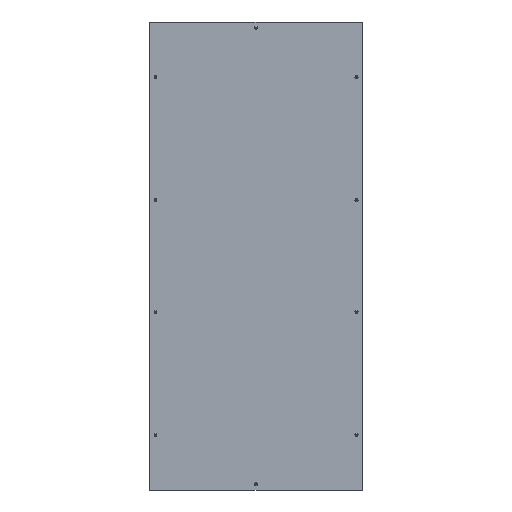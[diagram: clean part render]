
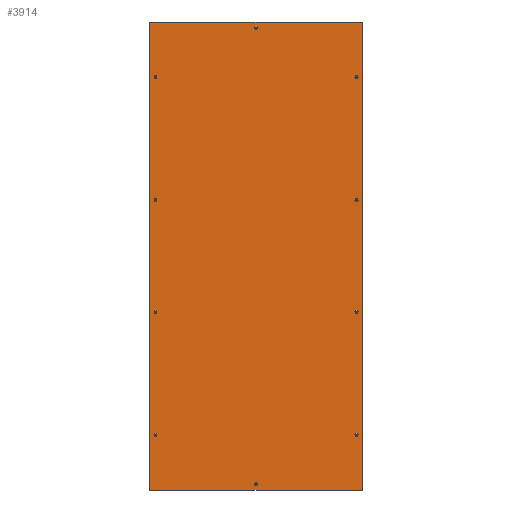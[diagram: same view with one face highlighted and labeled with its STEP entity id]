
A CAD part, left-side view. The second image highlights one B-rep face of the part: STEP entity #3914.
In plain terms, the highlighted planar face has unit normal (-1, 0, 0).
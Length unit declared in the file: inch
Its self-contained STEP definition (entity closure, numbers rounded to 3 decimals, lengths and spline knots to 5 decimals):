
#57 = CARTESIAN_POINT ( 'NONE',  ( -0.05906, 18.18898, 10.23622 ) ) ;
#90 = ORIENTED_EDGE ( 'NONE', *, *, #386, .F. ) ;
#216 = VECTOR ( 'NONE', #6339, 39.37008 ) ;
#301 = ORIENTED_EDGE ( 'NONE', *, *, #978, .F. ) ;
#308 = FACE_BOUND ( 'NONE', #2049, .T. ) ;
#351 = DIRECTION ( 'NONE',  ( 0., 1., 0. ) ) ;
#354 = AXIS2_PLACEMENT_3D ( 'NONE', #879, #1587, #7444 ) ;
#357 = ORIENTED_EDGE ( 'NONE', *, *, #7906, .F. ) ;
#386 = EDGE_CURVE ( 'NONE', #4883, #4883, #6406, .T. ) ;
#464 = DIRECTION ( 'NONE',  ( 0., -1., 0. ) ) ;
#550 = VERTEX_POINT ( 'NONE', #2885 ) ;
#653 = CARTESIAN_POINT ( 'NONE',  ( -0.05906, 0., 41.94882 ) ) ;
#666 = AXIS2_PLACEMENT_3D ( 'NONE', #5713, #6578, #3276 ) ;
#752 = EDGE_CURVE ( 'NONE', #7480, #7480, #1905, .T. ) ;
#879 = CARTESIAN_POINT ( 'NONE',  ( -0.05906, 18.46457, 10.23622 ) ) ;
#978 = EDGE_CURVE ( 'NONE', #4182, #4182, #10577, .T. ) ;
#1029 = ORIENTED_EDGE ( 'NONE', *, *, #9121, .F. ) ;
#1110 = DIRECTION ( 'NONE',  ( 0., 0., 1. ) ) ;
#1128 = EDGE_CURVE ( 'NONE', #3294, #4317, #5344, .T. ) ;
#1194 = CIRCLE ( 'NONE', #7252, 0.27559 ) ;
#1467 = AXIS2_PLACEMENT_3D ( 'NONE', #3174, #8325, #2460 ) ;
#1558 = VECTOR ( 'NONE', #464, 39.37008 ) ;
#1587 = DIRECTION ( 'NONE',  ( -1., 0., 0. ) ) ;
#1700 = DIRECTION ( 'NONE',  ( 0., -1., 0. ) ) ;
#1757 = VERTEX_POINT ( 'NONE', #5793 ) ;
#1806 = CIRCLE ( 'NONE', #10310, 0.27559 ) ;
#1812 = FACE_BOUND ( 'NONE', #3589, .T. ) ;
#1905 = CIRCLE ( 'NONE', #2950, 0.27559 ) ;
#1955 = CARTESIAN_POINT ( 'NONE',  ( -0.05906, -0.27559, -41.94882 ) ) ;
#1961 = EDGE_CURVE ( 'NONE', #4317, #1757, #10469, .T. ) ;
#1975 = CARTESIAN_POINT ( 'NONE',  ( -0.05906, 0., -42.99213 ) ) ;
#2049 = EDGE_LOOP ( 'NONE', ( #2309 ) ) ;
#2057 = DIRECTION ( 'NONE',  ( 0., -1., 0. ) ) ;
#2098 = ORIENTED_EDGE ( 'NONE', *, *, #3780, .F. ) ;
#2109 = EDGE_LOOP ( 'NONE', ( #301 ) ) ;
#2177 = VERTEX_POINT ( 'NONE', #1955 ) ;
#2178 = AXIS2_PLACEMENT_3D ( 'NONE', #3537, #4245, #6781 ) ;
#2287 = EDGE_LOOP ( 'NONE', ( #5810 ) ) ;
#2309 = ORIENTED_EDGE ( 'NONE', *, *, #752, .F. ) ;
#2375 = CIRCLE ( 'NONE', #666, 0.27559 ) ;
#2460 = DIRECTION ( 'NONE',  ( 0., -1., 0. ) ) ;
#2618 = FACE_BOUND ( 'NONE', #3769, .T. ) ;
#2733 = PLANE ( 'NONE',  #6487 ) ;
#2811 = DIRECTION ( 'NONE',  ( -1., 0., 0. ) ) ;
#2885 = CARTESIAN_POINT ( 'NONE',  ( -0.05906, 18.18898, -32.87402 ) ) ;
#2950 = AXIS2_PLACEMENT_3D ( 'NONE', #10257, #2811, #9445 ) ;
#3050 = CARTESIAN_POINT ( 'NONE',  ( -0.05906, -19.54724, -42.99213 ) ) ;
#3144 = EDGE_LOOP ( 'NONE', ( #2098 ) ) ;
#3168 = DIRECTION ( 'NONE',  ( 0., -1., 0. ) ) ;
#3174 = CARTESIAN_POINT ( 'NONE',  ( -0.05906, -18.46457, -10.23622 ) ) ;
#3250 = CARTESIAN_POINT ( 'NONE',  ( -0.05906, 18.18898, -10.23622 ) ) ;
#3276 = DIRECTION ( 'NONE',  ( 0., -1., 0. ) ) ;
#3294 = VERTEX_POINT ( 'NONE', #8732 ) ;
#3331 = EDGE_CURVE ( 'NONE', #8379, #3294, #9555, .T. ) ;
#3376 = ORIENTED_EDGE ( 'NONE', *, *, #1961, .T. ) ;
#3537 = CARTESIAN_POINT ( 'NONE',  ( -0.05906, 18.46457, -32.87402 ) ) ;
#3589 = EDGE_LOOP ( 'NONE', ( #90 ) ) ;
#3664 = FACE_BOUND ( 'NONE', #3962, .T. ) ;
#3746 = AXIS2_PLACEMENT_3D ( 'NONE', #4151, #5927, #5879 ) ;
#3747 = DIRECTION ( 'NONE',  ( 0., -1., 0. ) ) ;
#3769 = EDGE_LOOP ( 'NONE', ( #7312 ) ) ;
#3780 = EDGE_CURVE ( 'NONE', #6133, #6133, #5096, .T. ) ;
#3914 = ADVANCED_FACE ( 'NONE', ( #6859, #1812, #308, #5928, #2618, #9249, #5119, #7789, #3664, #6971, #10179 ), #2733, .T. ) ;
#3957 = ORIENTED_EDGE ( 'NONE', *, *, #1128, .T. ) ;
#3962 = EDGE_LOOP ( 'NONE', ( #5085 ) ) ;
#4151 = CARTESIAN_POINT ( 'NONE',  ( -0.05906, -18.46457, 32.87402 ) ) ;
#4182 = VERTEX_POINT ( 'NONE', #10211 ) ;
#4245 = DIRECTION ( 'NONE',  ( -1., 0., 0. ) ) ;
#4317 = VERTEX_POINT ( 'NONE', #3050 ) ;
#4342 = CARTESIAN_POINT ( 'NONE',  ( -0.05906, 18.18898, 32.87402 ) ) ;
#4350 = CARTESIAN_POINT ( 'NONE',  ( -0.05906, 0., 42.99213 ) ) ;
#4562 = DIRECTION ( 'NONE',  ( -1., 0., 0. ) ) ;
#4883 = VERTEX_POINT ( 'NONE', #57 ) ;
#4902 = EDGE_CURVE ( 'NONE', #550, #550, #9631, .T. ) ;
#5056 = CARTESIAN_POINT ( 'NONE',  ( -0.05906, -18.46457, -32.87402 ) ) ;
#5060 = DIRECTION ( 'NONE',  ( -1., 0., 0. ) ) ;
#5085 = ORIENTED_EDGE ( 'NONE', *, *, #7211, .F. ) ;
#5096 = CIRCLE ( 'NONE', #1467, 0.27559 ) ;
#5119 = FACE_BOUND ( 'NONE', #3144, .T. ) ;
#5335 = LINE ( 'NONE', #4350, #7216 ) ;
#5344 = LINE ( 'NONE', #1975, #1558 ) ;
#5362 = DIRECTION ( 'NONE',  ( -1., 0., 0. ) ) ;
#5663 = EDGE_CURVE ( 'NONE', #7160, #7160, #6171, .T. ) ;
#5685 = CARTESIAN_POINT ( 'NONE',  ( -0.05906, -18.74016, 10.23622 ) ) ;
#5713 = CARTESIAN_POINT ( 'NONE',  ( -0.05906, 0., -41.94882 ) ) ;
#5793 = CARTESIAN_POINT ( 'NONE',  ( -0.05906, -19.54724, 42.99213 ) ) ;
#5810 = ORIENTED_EDGE ( 'NONE', *, *, #8525, .F. ) ;
#5879 = DIRECTION ( 'NONE',  ( 0., -1., 0. ) ) ;
#5927 = DIRECTION ( 'NONE',  ( -1., 0., 0. ) ) ;
#5928 = FACE_BOUND ( 'NONE', #6365, .T. ) ;
#6133 = VERTEX_POINT ( 'NONE', #10266 ) ;
#6171 = CIRCLE ( 'NONE', #3746, 0.27559 ) ;
#6235 = EDGE_CURVE ( 'NONE', #1757, #8379, #5335, .T. ) ;
#6339 = DIRECTION ( 'NONE',  ( 0., 0., 1. ) ) ;
#6365 = EDGE_LOOP ( 'NONE', ( #357 ) ) ;
#6406 = CIRCLE ( 'NONE', #354, 0.27559 ) ;
#6487 = AXIS2_PLACEMENT_3D ( 'NONE', #8539, #5060, #1110 ) ;
#6578 = DIRECTION ( 'NONE',  ( -1., 0., 0. ) ) ;
#6781 = DIRECTION ( 'NONE',  ( 0., -1., 0. ) ) ;
#6859 = FACE_BOUND ( 'NONE', #10353, .T. ) ;
#6948 = CARTESIAN_POINT ( 'NONE',  ( -0.05906, -18.74016, 32.87402 ) ) ;
#6971 = FACE_BOUND ( 'NONE', #9097, .T. ) ;
#7134 = ORIENTED_EDGE ( 'NONE', *, *, #6235, .T. ) ;
#7160 = VERTEX_POINT ( 'NONE', #6948 ) ;
#7211 = EDGE_CURVE ( 'NONE', #2177, #2177, #2375, .T. ) ;
#7216 = VECTOR ( 'NONE', #351, 39.37008 ) ;
#7252 = AXIS2_PLACEMENT_3D ( 'NONE', #653, #4562, #3747 ) ;
#7312 = ORIENTED_EDGE ( 'NONE', *, *, #5663, .F. ) ;
#7444 = DIRECTION ( 'NONE',  ( 0., -1., 0. ) ) ;
#7466 = ORIENTED_EDGE ( 'NONE', *, *, #4902, .F. ) ;
#7480 = VERTEX_POINT ( 'NONE', #4342 ) ;
#7576 = CARTESIAN_POINT ( 'NONE',  ( -0.05906, 19.54724, 42.99213 ) ) ;
#7615 = AXIS2_PLACEMENT_3D ( 'NONE', #5056, #9145, #1700 ) ;
#7789 = FACE_BOUND ( 'NONE', #2109, .T. ) ;
#7906 = EDGE_CURVE ( 'NONE', #8947, #8947, #1194, .T. ) ;
#8079 = CARTESIAN_POINT ( 'NONE',  ( -0.05906, -19.54724, 0. ) ) ;
#8159 = DIRECTION ( 'NONE',  ( -1., 0., 0. ) ) ;
#8325 = DIRECTION ( 'NONE',  ( -1., 0., 0. ) ) ;
#8335 = CARTESIAN_POINT ( 'NONE',  ( -0.05906, 19.54724, 0. ) ) ;
#8372 = VECTOR ( 'NONE', #9973, 39.37008 ) ;
#8379 = VERTEX_POINT ( 'NONE', #7576 ) ;
#8525 = EDGE_CURVE ( 'NONE', #9819, #9819, #9773, .T. ) ;
#8539 = CARTESIAN_POINT ( 'NONE',  ( -0.05906, 0., 0. ) ) ;
#8553 = AXIS2_PLACEMENT_3D ( 'NONE', #9649, #5362, #2057 ) ;
#8732 = CARTESIAN_POINT ( 'NONE',  ( -0.05906, 19.54724, -42.99213 ) ) ;
#8947 = VERTEX_POINT ( 'NONE', #10630 ) ;
#9097 = EDGE_LOOP ( 'NONE', ( #7466 ) ) ;
#9121 = EDGE_CURVE ( 'NONE', #10687, #10687, #1806, .T. ) ;
#9145 = DIRECTION ( 'NONE',  ( -1., 0., 0. ) ) ;
#9249 = FACE_BOUND ( 'NONE', #2287, .T. ) ;
#9445 = DIRECTION ( 'NONE',  ( 0., -1., 0. ) ) ;
#9555 = LINE ( 'NONE', #8335, #8372 ) ;
#9631 = CIRCLE ( 'NONE', #2178, 0.27559 ) ;
#9649 = CARTESIAN_POINT ( 'NONE',  ( -0.05906, -18.46457, 10.23622 ) ) ;
#9684 = ORIENTED_EDGE ( 'NONE', *, *, #3331, .T. ) ;
#9773 = CIRCLE ( 'NONE', #8553, 0.27559 ) ;
#9819 = VERTEX_POINT ( 'NONE', #5685 ) ;
#9973 = DIRECTION ( 'NONE',  ( 0., 0., -1. ) ) ;
#10179 = FACE_OUTER_BOUND ( 'NONE', #10644, .T. ) ;
#10211 = CARTESIAN_POINT ( 'NONE',  ( -0.05906, -18.74016, -32.87402 ) ) ;
#10257 = CARTESIAN_POINT ( 'NONE',  ( -0.05906, 18.46457, 32.87402 ) ) ;
#10266 = CARTESIAN_POINT ( 'NONE',  ( -0.05906, -18.74016, -10.23622 ) ) ;
#10310 = AXIS2_PLACEMENT_3D ( 'NONE', #10607, #8159, #3168 ) ;
#10353 = EDGE_LOOP ( 'NONE', ( #1029 ) ) ;
#10469 = LINE ( 'NONE', #8079, #216 ) ;
#10577 = CIRCLE ( 'NONE', #7615, 0.27559 ) ;
#10607 = CARTESIAN_POINT ( 'NONE',  ( -0.05906, 18.46457, -10.23622 ) ) ;
#10630 = CARTESIAN_POINT ( 'NONE',  ( -0.05906, -0.27559, 41.94882 ) ) ;
#10644 = EDGE_LOOP ( 'NONE', ( #3376, #7134, #9684, #3957 ) ) ;
#10687 = VERTEX_POINT ( 'NONE', #3250 ) ;
